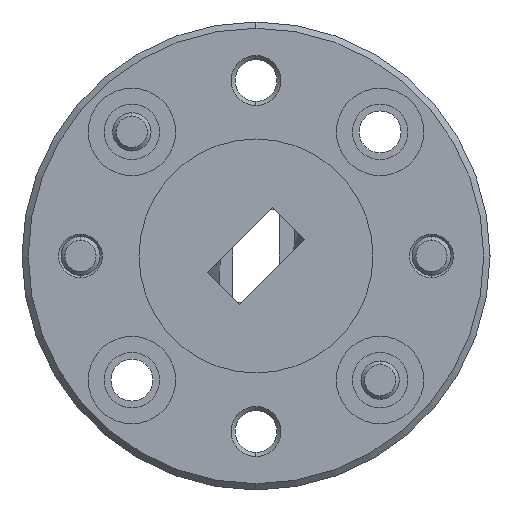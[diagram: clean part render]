
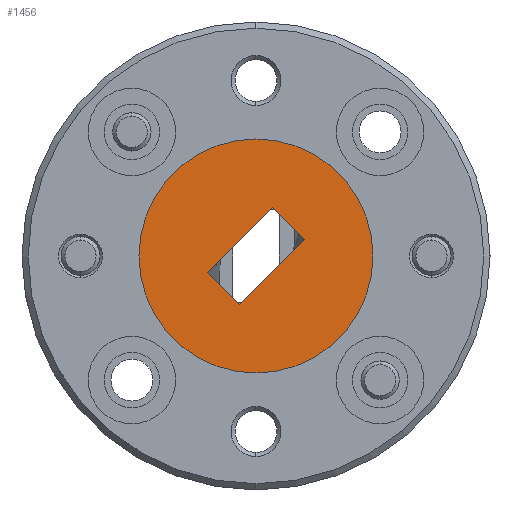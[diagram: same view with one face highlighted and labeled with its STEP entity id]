
A CAD part, left-side view. The second image highlights one B-rep face of the part: STEP entity #1456.
In plain terms, the highlighted planar face has unit normal (-1, 0, 0).
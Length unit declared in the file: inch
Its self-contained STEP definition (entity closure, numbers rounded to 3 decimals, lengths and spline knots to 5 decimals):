
#226 = LINE ( 'NONE', #3834, #3373 ) ;
#238 = DIRECTION ( 'NONE',  ( 0., -0.707, 0.707 ) ) ;
#342 = VECTOR ( 'NONE', #1231, 39.37008 ) ;
#381 = DIRECTION ( 'NONE',  ( 1., 0., 0. ) ) ;
#439 = CARTESIAN_POINT ( 'NONE',  ( -2.24279, 0.8351, 0.22037 ) ) ;
#508 = CARTESIAN_POINT ( 'NONE',  ( -2.24279, 0.8351, 0.03287 ) ) ;
#533 = LINE ( 'NONE', #1791, #2168 ) ;
#594 = CARTESIAN_POINT ( 'NONE',  ( -2.24279, 0.80893, 0.29886 ) ) ;
#695 = CARTESIAN_POINT ( 'NONE',  ( -2.24279, 1.0226, 0.22037 ) ) ;
#738 = CIRCLE ( 'NONE', #1139, 0.1875 ) ;
#1056 = CARTESIAN_POINT ( 'NONE',  ( -2.24279, 0.75661, 0.24654 ) ) ;
#1096 = DIRECTION ( 'NONE',  ( 0., 0., 1. ) ) ;
#1139 = AXIS2_PLACEMENT_3D ( 'NONE', #439, #1393, #1096 ) ;
#1231 = DIRECTION ( 'NONE',  ( 0., 0.707, 0.707 ) ) ;
#1268 = ORIENTED_EDGE ( 'NONE', *, *, #3880, .F. ) ;
#1393 = DIRECTION ( 'NONE',  ( -1., 0., 0. ) ) ;
#1403 = CARTESIAN_POINT ( 'NONE',  ( -2.24279, 0.80893, 0.29886 ) ) ;
#1456 = ADVANCED_FACE ( 'NONE', ( #1602, #3025 ), #3280, .F. ) ;
#1462 = CARTESIAN_POINT ( 'NONE',  ( -2.24279, 0.8351, 0.40787 ) ) ;
#1535 = VERTEX_POINT ( 'NONE', #3973 ) ;
#1538 = VERTEX_POINT ( 'NONE', #1403 ) ;
#1602 = FACE_BOUND ( 'NONE', #2176, .T. ) ;
#1615 = VERTEX_POINT ( 'NONE', #508 ) ;
#1639 = EDGE_CURVE ( 'NONE', #1538, #3268, #1862, .T. ) ;
#1690 = VERTEX_POINT ( 'NONE', #1462 ) ;
#1768 = DIRECTION ( 'NONE',  ( 0., 0., 1. ) ) ;
#1791 = CARTESIAN_POINT ( 'NONE',  ( -2.24279, 0.91359, 0.19421 ) ) ;
#1862 = LINE ( 'NONE', #3113, #3370 ) ;
#1929 = EDGE_CURVE ( 'NONE', #1690, #1615, #738, .T. ) ;
#1941 = EDGE_CURVE ( 'NONE', #1615, #1690, #2976, .T. ) ;
#2121 = DIRECTION ( 'NONE',  ( 0., -0.707, -0.707 ) ) ;
#2158 = ORIENTED_EDGE ( 'NONE', *, *, #1929, .T. ) ;
#2163 = ORIENTED_EDGE ( 'NONE', *, *, #2178, .F. ) ;
#2168 = VECTOR ( 'NONE', #2121, 39.37008 ) ;
#2176 = EDGE_LOOP ( 'NONE', ( #1268, #2163, #3696, #3212 ) ) ;
#2178 = EDGE_CURVE ( 'NONE', #1535, #3673, #226, .T. ) ;
#2378 = AXIS2_PLACEMENT_3D ( 'NONE', #695, #381, #3253 ) ;
#2529 = EDGE_CURVE ( 'NONE', #3268, #1535, #533, .T. ) ;
#2722 = CARTESIAN_POINT ( 'NONE',  ( -2.24279, 0.8351, 0.22037 ) ) ;
#2873 = CARTESIAN_POINT ( 'NONE',  ( -2.24279, 0.91359, 0.19421 ) ) ;
#2944 = LINE ( 'NONE', #594, #342 ) ;
#2976 = CIRCLE ( 'NONE', #4079, 0.1875 ) ;
#3025 = FACE_OUTER_BOUND ( 'NONE', #3760, .T. ) ;
#3113 = CARTESIAN_POINT ( 'NONE',  ( -2.24279, 0.80893, 0.29886 ) ) ;
#3212 = ORIENTED_EDGE ( 'NONE', *, *, #1639, .F. ) ;
#3253 = DIRECTION ( 'NONE',  ( 0., 0., 1. ) ) ;
#3268 = VERTEX_POINT ( 'NONE', #2873 ) ;
#3280 = PLANE ( 'NONE',  #2378 ) ;
#3370 = VECTOR ( 'NONE', #3707, 39.37008 ) ;
#3373 = VECTOR ( 'NONE', #238, 39.37008 ) ;
#3673 = VERTEX_POINT ( 'NONE', #1056 ) ;
#3696 = ORIENTED_EDGE ( 'NONE', *, *, #2529, .F. ) ;
#3707 = DIRECTION ( 'NONE',  ( 0., 0.707, -0.707 ) ) ;
#3753 = ORIENTED_EDGE ( 'NONE', *, *, #1941, .T. ) ;
#3760 = EDGE_LOOP ( 'NONE', ( #2158, #3753 ) ) ;
#3834 = CARTESIAN_POINT ( 'NONE',  ( -2.24279, 0.75661, 0.24654 ) ) ;
#3880 = EDGE_CURVE ( 'NONE', #3673, #1538, #2944, .T. ) ;
#3973 = CARTESIAN_POINT ( 'NONE',  ( -2.24279, 0.86126, 0.14188 ) ) ;
#4003 = DIRECTION ( 'NONE',  ( -1., 0., 0. ) ) ;
#4079 = AXIS2_PLACEMENT_3D ( 'NONE', #2722, #4003, #1768 ) ;
